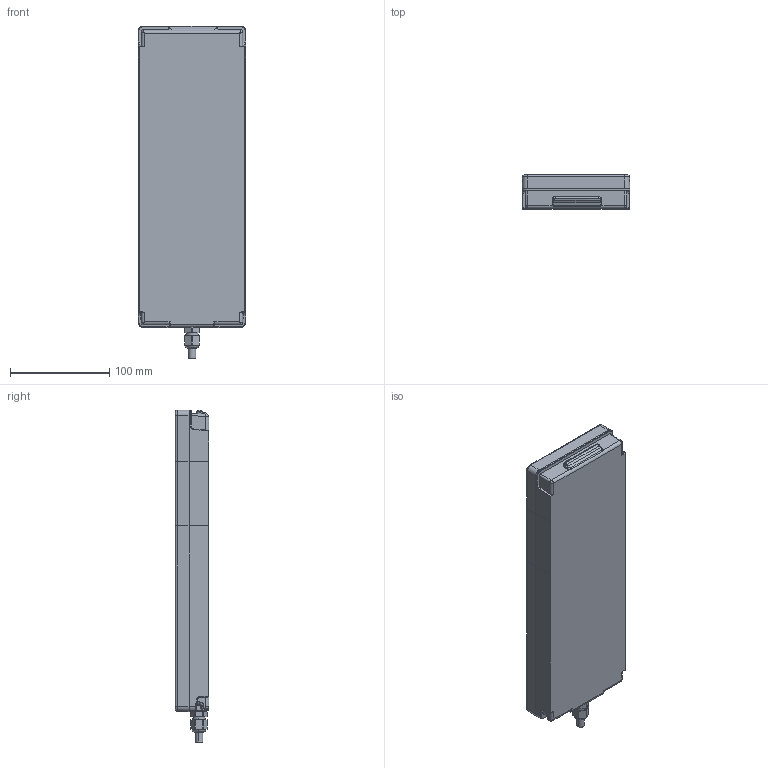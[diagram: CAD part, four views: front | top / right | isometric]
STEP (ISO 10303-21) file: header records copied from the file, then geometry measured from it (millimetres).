
FILE_DESCRIPTION (( 'STEP AP203' ), '1' );
FILE_NAME ('Accu AG 300.STEP', '2016-10-11T11:23:59', ( 'admin' ), ( 'Hewlett-Packard Company' ), 'SwSTEP 2.0', 'SolidWorks 2016', '' );
FILE_SCHEMA (( 'CONFIG_CONTROL_DESIGN' ));
Length unit declared in the file: millimetre
Products named in the file (1): Accu AG 300
Bounding box: 108.5 x 34 x 334.78 mm (x, y, z)
Volume: 1106334.6 mm3; surface area: 94121.4 mm2
Topology: 1 solids, 1 shells, 280 faces, 685 edges, 407 vertices
Faces by surface type: cylinder 111, plane 90, bspline 73, sphere 4, torus 2
Entity records: 10792 total; most frequent: CARTESIAN_POINT 4749, ORIENTED_EDGE 1346, DIRECTION 1100, EDGE_CURVE 673, VERTEX_POINT 407, AXIS2_PLACEMENT_3D 386, VECTOR 328, LINE 328
